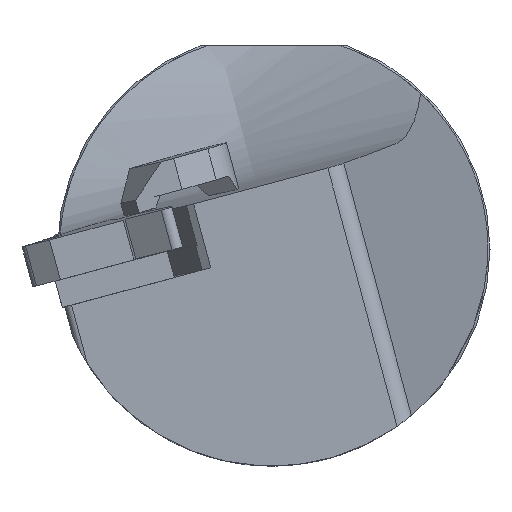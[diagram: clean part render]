
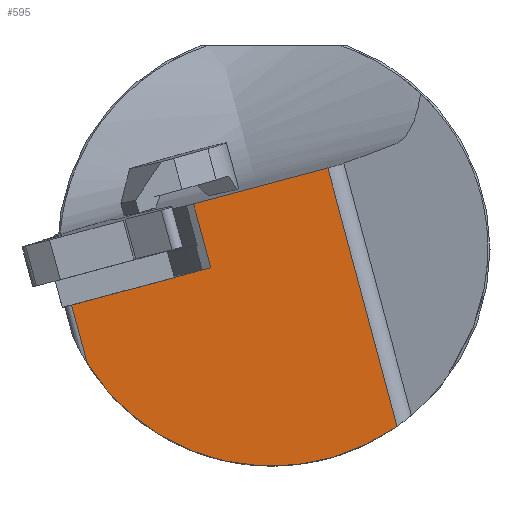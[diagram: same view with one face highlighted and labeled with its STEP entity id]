
A CAD part, left-side view. The second image highlights one B-rep face of the part: STEP entity #595.
In plain terms, the highlighted planar face has unit normal (-1, -0.007, -0.025).
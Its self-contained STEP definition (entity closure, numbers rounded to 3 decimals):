
#542=ELLIPSE('',#1745,25.109,25.1);
#563=B_SPLINE_CURVE_WITH_KNOTS('',3,(#2322,#2323,#2324,#2325,#2326,#2327,
#2328),.UNSPECIFIED.,.F.,.F.,(4,3,4),(0.,0.89,1.),
 .UNSPECIFIED.);
#595=ADVANCED_FACE('',(#707),#651,.T.);
#651=PLANE('',#1772);
#707=FACE_OUTER_BOUND('',#776,.T.);
#776=EDGE_LOOP('',(#950,#951,#952,#953,#954,#955,#956));
#950=ORIENTED_EDGE('',*,*,#1338,.F.);
#951=ORIENTED_EDGE('',*,*,#1389,.T.);
#952=ORIENTED_EDGE('',*,*,#1362,.F.);
#953=ORIENTED_EDGE('',*,*,#1390,.F.);
#954=ORIENTED_EDGE('',*,*,#1391,.F.);
#955=ORIENTED_EDGE('',*,*,#1392,.F.);
#956=ORIENTED_EDGE('',*,*,#1387,.F.);
#1218=VERTEX_POINT('',#2203);
#1219=VERTEX_POINT('',#2205);
#1240=VERTEX_POINT('',#2320);
#1242=VERTEX_POINT('',#2329);
#1254=VERTEX_POINT('',#2695);
#1255=VERTEX_POINT('',#2700);
#1256=VERTEX_POINT('',#2702);
#1338=EDGE_CURVE('',#1218,#1219,#542,.T.);
#1362=EDGE_CURVE('',#1240,#1242,#563,.T.);
#1387=EDGE_CURVE('',#1219,#1254,#1520,.T.);
#1389=EDGE_CURVE('',#1218,#1242,#1521,.T.);
#1390=EDGE_CURVE('',#1255,#1240,#1522,.T.);
#1391=EDGE_CURVE('',#1256,#1255,#1523,.T.);
#1392=EDGE_CURVE('',#1254,#1256,#1524,.T.);
#1520=LINE('',#2694,#1638);
#1521=LINE('',#2698,#1639);
#1522=LINE('',#2699,#1640);
#1523=LINE('',#2701,#1641);
#1524=LINE('',#2703,#1642);
#1638=VECTOR('',#1925,1.);
#1639=VECTOR('',#1930,1.);
#1640=VECTOR('',#1931,1.);
#1641=VECTOR('',#1932,1.);
#1642=VECTOR('',#1933,1.);
#1745=AXIS2_PLACEMENT_3D('',#2204,#1862,#1863);
#1772=AXIS2_PLACEMENT_3D('',#2704,#1934,#1935);
#1862=DIRECTION('',(1.,0.007,0.025));
#1863=DIRECTION('',(-0.026,0.259,0.966));
#1925=DIRECTION('',(-0.026,0.259,0.966));
#1930=DIRECTION('',(-0.026,0.259,0.966));
#1931=DIRECTION('',(-0.026,0.259,0.966));
#1932=DIRECTION('',(0.,-0.966,0.259));
#1933=DIRECTION('',(0.,-0.966,0.259));
#1934=DIRECTION('',(-1.,-0.007,-0.025));
#1935=DIRECTION('',(-0.025,0.,1.));
#2203=CARTESIAN_POINT('',(52.273,-209.498,183.324));
#2204=CARTESIAN_POINT('',(51.657,-194.995,203.81));
#2205=CARTESIAN_POINT('',(51.848,-173.688,190.541));
#2320=CARTESIAN_POINT('',(51.464,-185.978,209.031));
#2322=CARTESIAN_POINT('',(51.464,-185.978,209.031));
#2323=CARTESIAN_POINT('',(51.464,-190.582,210.264));
#2324=CARTESIAN_POINT('',(51.464,-195.186,211.498));
#2325=CARTESIAN_POINT('',(51.464,-199.789,212.732));
#2326=CARTESIAN_POINT('',(51.464,-200.358,212.884));
#2327=CARTESIAN_POINT('',(51.464,-200.927,213.036));
#2328=CARTESIAN_POINT('',(51.464,-201.495,213.189));
#2329=CARTESIAN_POINT('',(51.464,-201.495,213.189));
#2694=CARTESIAN_POINT('',(38.677,-43.504,676.397));
#2695=CARTESIAN_POINT('',(51.664,-171.866,197.343));
#2698=CARTESIAN_POINT('',(38.677,-75.11,684.866));
#2699=CARTESIAN_POINT('',(38.677,-59.592,680.708));
#2700=CARTESIAN_POINT('',(51.664,-187.955,201.654));
#2701=CARTESIAN_POINT('',(51.664,-203.472,205.812));
#2702=CARTESIAN_POINT('',(51.664,-183.747,200.526));
#2703=CARTESIAN_POINT('',(51.664,-203.472,205.812));
#2704=CARTESIAN_POINT('',(38.677,-75.11,684.866));
